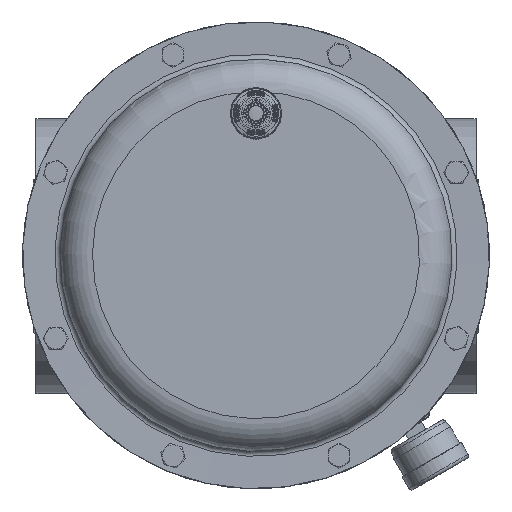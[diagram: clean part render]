
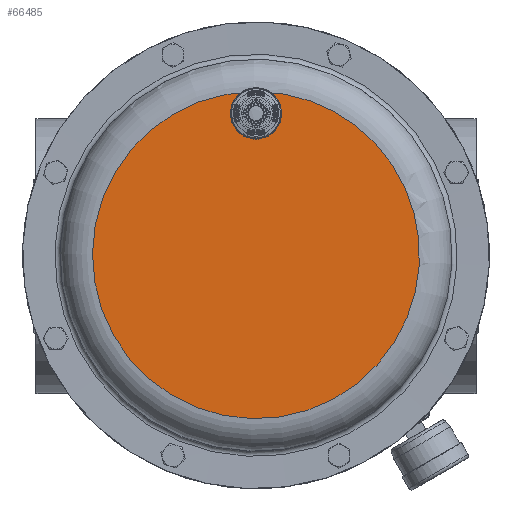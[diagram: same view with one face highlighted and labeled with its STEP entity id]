
A CAD part, top view. The second image highlights one B-rep face of the part: STEP entity #66485.
In plain terms, the highlighted planar face has unit normal (0, 0, 1).
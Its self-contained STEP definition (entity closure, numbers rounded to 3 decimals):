
#14252=FACE_OUTER_BOUND('',#18193,.T.);
#18193=EDGE_LOOP('',(#46668,#46669,#46670,#46671));
#21832=CIRCLE('',#70645,13.05);
#21868=CIRCLE('',#70688,98.);
#21870=CIRCLE('',#70690,98.);
#22062=CIRCLE('',#70959,13.05);
#25869=VERTEX_POINT('',#109548);
#25870=VERTEX_POINT('',#109556);
#25957=VERTEX_POINT('',#111081);
#25958=VERTEX_POINT('',#111083);
#32789=EDGE_CURVE('',#25869,#25870,#21832,.T.);
#32887=EDGE_CURVE('',#25957,#25958,#21868,.T.);
#32889=EDGE_CURVE('',#25869,#25957,#21870,.T.);
#33162=EDGE_CURVE('',#25870,#25958,#22062,.T.);
#46668=ORIENTED_EDGE('',*,*,#32889,.F.);
#46669=ORIENTED_EDGE('',*,*,#32789,.T.);
#46670=ORIENTED_EDGE('',*,*,#33162,.T.);
#46671=ORIENTED_EDGE('',*,*,#32887,.F.);
#60549=PLANE('',#71420);
#66485=ADVANCED_FACE('',(#14252),#60549,.F.);
#70645=AXIS2_PLACEMENT_3D('',#109563,#79579,#79580);
#70688=AXIS2_PLACEMENT_3D('',#111084,#79675,#79676);
#70690=AXIS2_PLACEMENT_3D('',#111086,#79679,#79680);
#70959=AXIS2_PLACEMENT_3D('',#111678,#80282,#80283);
#71420=AXIS2_PLACEMENT_3D('',#113666,#81428,#81429);
#79579=DIRECTION('center_axis',(0.,0.,
-1.));
#79580=DIRECTION('ref_axis',(-0.924,0.383,0.));
#79675=DIRECTION('center_axis',(0.,0.,
-1.));
#79676=DIRECTION('ref_axis',(-0.924,0.383,0.));
#79679=DIRECTION('center_axis',(0.,0.,
-1.));
#79680=DIRECTION('ref_axis',(-0.924,0.383,0.));
#80282=DIRECTION('center_axis',(0.,0.,
-1.));
#80283=DIRECTION('ref_axis',(-0.924,0.383,0.));
#81428=DIRECTION('center_axis',(0.,0.,
-1.));
#81429=DIRECTION('ref_axis',(-0.924,0.383,0.));
#109548=CARTESIAN_POINT('',(1.225,97.992,354.));
#109556=CARTESIAN_POINT('',(0.,71.95,354.));
#109563=CARTESIAN_POINT('Origin',(0.,85.,
354.));
#111081=CARTESIAN_POINT('',(90.54,-37.503,354.));
#111083=CARTESIAN_POINT('',(-1.225,97.992,354.));
#111084=CARTESIAN_POINT('Origin',(0.,0.,
354.));
#111086=CARTESIAN_POINT('Origin',(0.,0.,
354.));
#111678=CARTESIAN_POINT('Origin',(0.,85.,
354.));
#113666=CARTESIAN_POINT('Origin',(0.,0.,
354.));
